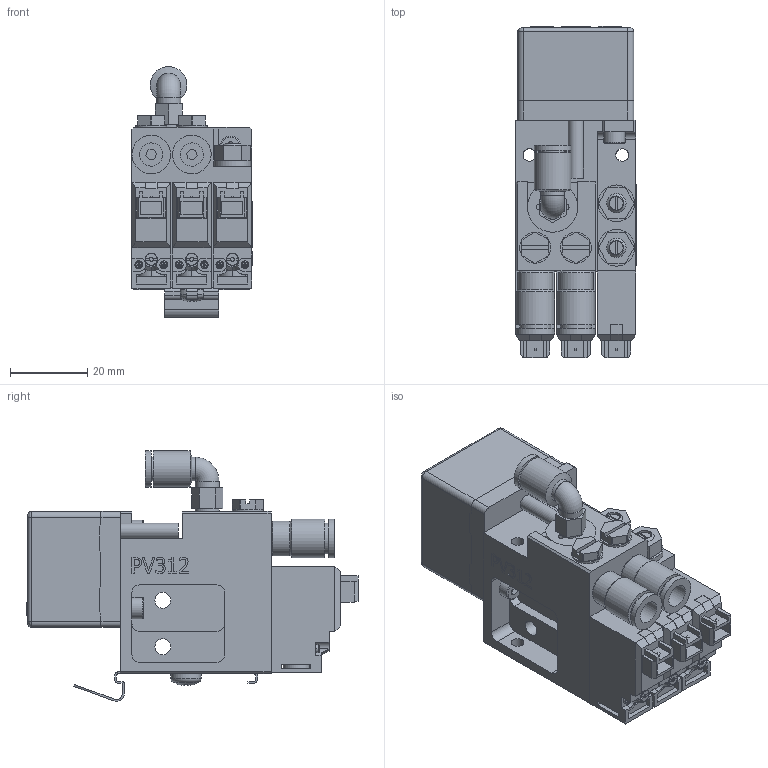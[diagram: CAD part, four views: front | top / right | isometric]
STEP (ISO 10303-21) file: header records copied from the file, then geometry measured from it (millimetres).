
FILE_DESCRIPTION((''),'2;1');
FILE_NAME('6247001.stp','2018-01-29T14:24:10',('jbalanche'),(''),'Autodesk Inventor 2012','Autodesk Inventor 2012','');
FILE_SCHEMA(('AUTOMOTIVE_DESIGN { 1 0 10303 214 1 1 1 1 }'));
Length unit declared in the file: millimetre
Products named in the file (1): 6247001
Bounding box: 31.1 x 85.9 x 64.89 mm (x, y, z)
Volume: 66573.1 mm3; surface area: 30752.9 mm2
Topology: 36 solids, 486 shells, 1616 faces, 5247 edges, 4228 vertices
Faces by surface type: plane 1096, cylinder 278, bspline 142, cone 72, torus 24, revolution 3, sphere 1
Full cylindrical faces by diameter (mm): 1.5 x2, 2.35 x1, 2.459 x2, 3 x2, 3.242 x1, 3.3 x6, 3.5 x2, 3.621 x1, 4 x5, 4.1 x4, 4.134 x2, 4.5 x1, 5 x7, 5.1 x2, 5.5 x2, 5.8 x2, 6 x3, 6.08 x1, 6.1 x2, 6.3 x2, 6.8 x2, 7.4 x4, 8 x6, 9 x3, 9.5 x4, 9.728 x1, 10 x5, 12 x1, 13 x1
Entity records: 63249 total; most frequent: CARTESIAN_POINT 14269, DIRECTION 8607, ORIENTED_EDGE 7949, EDGE_CURVE 5101, VERTEX_POINT 4202, VECTOR 3836, LINE 3836, AXIS2_PLACEMENT_3D 2384
